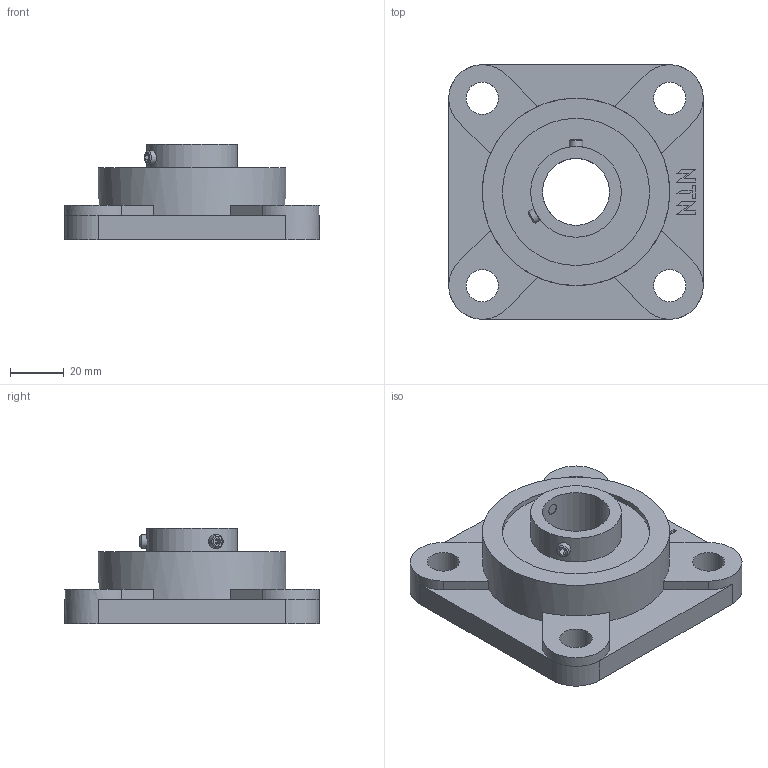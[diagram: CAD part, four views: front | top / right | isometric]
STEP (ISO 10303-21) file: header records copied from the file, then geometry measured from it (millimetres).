
FILE_DESCRIPTION(/* description */ ('Standard-'),/* implementation_level */ '2;1');
FILE_NAME(/* name */ 'UCF205.stp',/* time_stamp */ '2023-01-26T22:25:44+09:00',/* author */ ('enomKR'),/* organization */ ('NTN'),/* preprocessor_version */ 'ST-DEVELOPER v18.1',/* originating_system */ 'Autodesk Inventor 2022',/* authorisation */ '');
FILE_SCHEMA (('AUTOMOTIVE_DESIGN { 1 0 10303 214 3 1 1 }'));
Length unit declared in the file: millimetre
Products named in the file (2): UCF205(25,); UCF205 Housing
Assembly tree (1 placements, depth 2):
  UCF205(25,)
    UCF205 Housing
Bounding box: 95 x 95 x 35.8 mm (x, y, z)
Volume: 112730.2 mm3; surface area: 32925.7 mm2
Topology: 1 solids, 1 shells, 108 faces, 270 edges, 178 vertices
Faces by surface type: plane 81, cylinder 25, cone 2
Full cylindrical faces by diameter (mm): 5 x2, 12 x4, 25 x1, 33.9 x2, 55 x2, 70 x1
Entity records: 3414 total; most frequent: CARTESIAN_POINT 695, DIRECTION 545, ORIENTED_EDGE 540, EDGE_CURVE 270, LINE 201, VECTOR 201, VERTEX_POINT 178, AXIS2_PLACEMENT_3D 172
